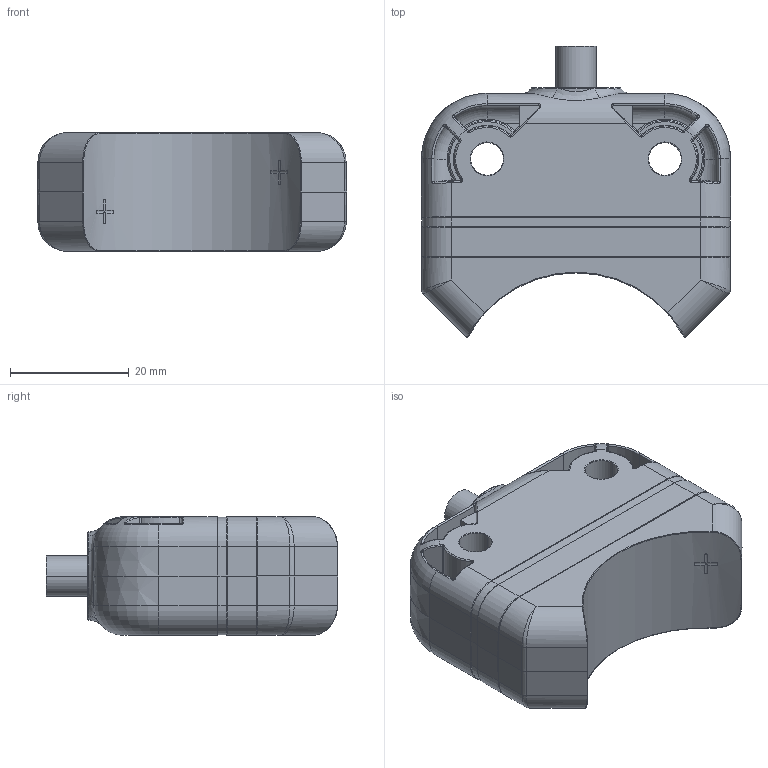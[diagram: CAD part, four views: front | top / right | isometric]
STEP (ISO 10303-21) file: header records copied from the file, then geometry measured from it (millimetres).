
FILE_DESCRIPTION((''),'2;1');
FILE_NAME('DM_CAD-2343_SW0001','2016-07-26T',('creinig-se'),(''),'PRO/ENGINEER BY PARAMETRIC TECHNOLOGY CORPORATION, 2015440','PRO/ENGINEER BY PARAMETRIC TECHNOLOGY CORPORATION, 2015440','');
FILE_SCHEMA(('CONFIG_CONTROL_DESIGN'));
Length unit declared in the file: millimetre
Products named in the file (1): DM_CAD-2343_SW0001
Bounding box: 52.17 x 49.14 x 20 mm (x, y, z)
Volume: 30436.9 mm3; surface area: 9160.8 mm2
Topology: 1 solids, 1 shells, 370 faces, 869 edges, 491 vertices
Faces by surface type: cylinder 133, torus 94, plane 73, bspline 46, sphere 16, cone 8
Entity records: 16572 total; most frequent: CARTESIAN_POINT 5718, DIRECTION 1776, ORIENTED_EDGE 1706, EDGE_CURVE 853, AXIS2_PLACEMENT_3D 754, VERTEX_POINT 491, CIRCLE 430, EDGE_LOOP 380
